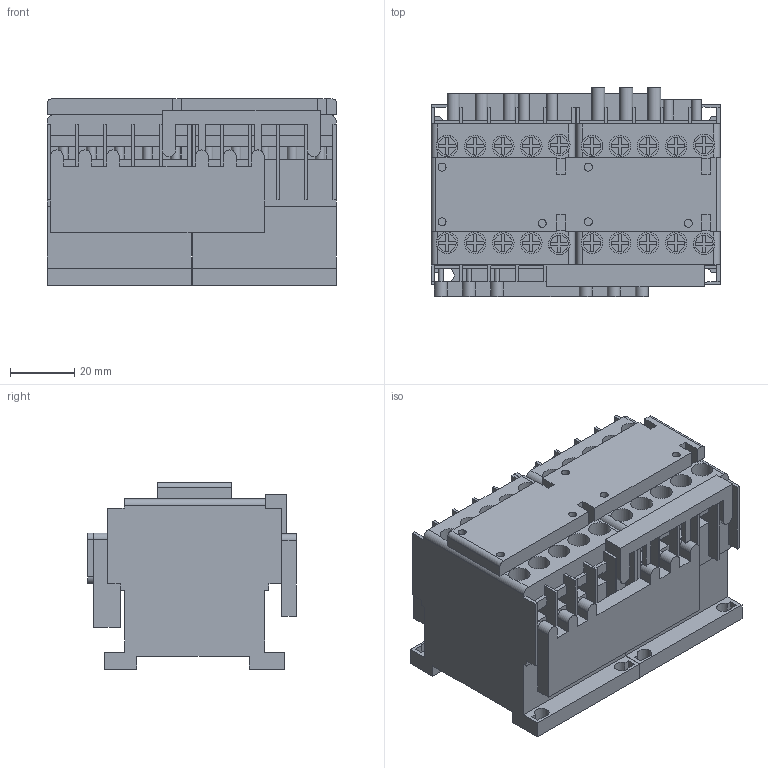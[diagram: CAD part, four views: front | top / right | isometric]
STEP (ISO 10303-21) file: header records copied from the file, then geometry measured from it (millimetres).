
FILE_DESCRIPTION(/* description */ (''),/* implementation_level */ '2;1');
FILE_NAME(/* name */ '104-K_ReverserSchuetz.stp',/* time_stamp */ '2012-10-25T08:47:08+02:00',/* author */ ('rota1'),/* organization */ ('RA'),/* preprocessor_version */ 'ST-DEVELOPER v11',/* originating_system */ 'SIEMENS PLM Software NX 7.5',/* authorisation */ '');
FILE_SCHEMA (('CONFIG_CONTROL_DESIGN'));
Length unit declared in the file: millimetre
Products named in the file (1): 000546_01.001
Bounding box: 90 x 64.9 x 57.9 mm (x, y, z)
Volume: 228634.5 mm3; surface area: 57158.5 mm2
Topology: 1 solids, 1 shells, 819 faces, 2325 edges, 1534 vertices
Faces by surface type: plane 700, cylinder 119
Full cylindrical faces by diameter (mm): 1.5 x18, 2.5 x6, 3 x20, 5.5 x20, 6.7 x20
Entity records: 25947 total; most frequent: CARTESIAN_POINT 4579, ORIENTED_EDGE 4426, DIRECTION 4227, EDGE_CURVE 2213, LINE 1823, VECTOR 1823, VERTEX_POINT 1506, AXIS2_PLACEMENT_3D 1202
